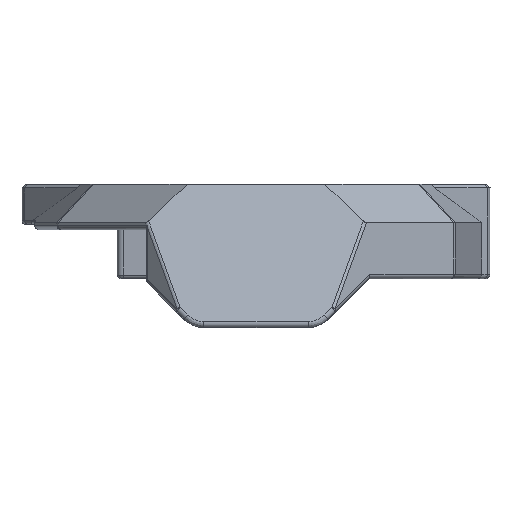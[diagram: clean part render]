
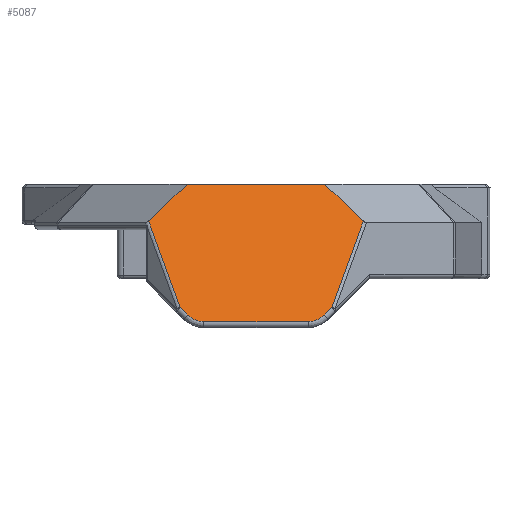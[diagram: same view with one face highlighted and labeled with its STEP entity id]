
A CAD part, front view. The second image highlights one B-rep face of the part: STEP entity #5087.
In plain terms, the highlighted face is planar.
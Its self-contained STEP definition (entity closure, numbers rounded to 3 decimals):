
#151=ELLIPSE('',#5598,2.661,2.5);
#156=ELLIPSE('',#5613,2.661,2.5);
#804=FACE_OUTER_BOUND('',#1119,.T.);
#1119=EDGE_LOOP('',(#4471,#4472,#4473,#4474,#4475,#4476,#4477,#4478,#4479,
#4480));
#1302=LINE('',#8134,#1718);
#1346=LINE('',#8609,#1762);
#1419=LINE('',#9035,#1835);
#1555=LINE('',#9430,#1971);
#1566=LINE('',#9524,#1982);
#1567=LINE('',#9526,#1983);
#1568=LINE('',#9528,#1984);
#1569=LINE('',#9531,#1985);
#1718=VECTOR('',#6091,10.);
#1762=VECTOR('',#6239,10.);
#1835=VECTOR('',#6558,10.);
#1971=VECTOR('',#6960,10.);
#1982=VECTOR('',#7011,10.);
#1983=VECTOR('',#7014,10.);
#1984=VECTOR('',#7015,10.);
#1985=VECTOR('',#7018,10.);
#2165=VERTEX_POINT('',#8131);
#2166=VERTEX_POINT('',#8133);
#2267=VERTEX_POINT('',#8606);
#2268=VERTEX_POINT('',#8608);
#2351=VERTEX_POINT('',#9032);
#2352=VERTEX_POINT('',#9034);
#2440=VERTEX_POINT('',#9428);
#2443=VERTEX_POINT('',#9499);
#2448=VERTEX_POINT('',#9527);
#2449=VERTEX_POINT('',#9529);
#2689=EDGE_CURVE('',#2166,#2165,#1302,.F.);
#2802=EDGE_CURVE('',#2267,#2268,#1346,.T.);
#2955=EDGE_CURVE('',#2351,#2352,#1419,.T.);
#3134=EDGE_CURVE('',#2440,#2267,#1555,.T.);
#3142=EDGE_CURVE('',#2268,#2443,#151,.T.);
#3156=EDGE_CURVE('',#2440,#2166,#1566,.T.);
#3157=EDGE_CURVE('',#2165,#2352,#1567,.F.);
#3158=EDGE_CURVE('',#2448,#2351,#1568,.T.);
#3159=EDGE_CURVE('',#2449,#2448,#156,.T.);
#3160=EDGE_CURVE('',#2443,#2449,#1569,.T.);
#4471=ORIENTED_EDGE('',*,*,#3134,.F.);
#4472=ORIENTED_EDGE('',*,*,#3156,.T.);
#4473=ORIENTED_EDGE('',*,*,#2689,.T.);
#4474=ORIENTED_EDGE('',*,*,#3157,.T.);
#4475=ORIENTED_EDGE('',*,*,#2955,.F.);
#4476=ORIENTED_EDGE('',*,*,#3158,.F.);
#4477=ORIENTED_EDGE('',*,*,#3159,.F.);
#4478=ORIENTED_EDGE('',*,*,#3160,.F.);
#4479=ORIENTED_EDGE('',*,*,#3142,.F.);
#4480=ORIENTED_EDGE('',*,*,#2802,.F.);
#4828=PLANE('',#5612);
#5087=ADVANCED_FACE('',(#804),#4828,.T.);
#5598=AXIS2_PLACEMENT_3D('',#9500,#6977,#6978);
#5612=AXIS2_PLACEMENT_3D('',#9525,#7012,#7013);
#5613=AXIS2_PLACEMENT_3D('',#9530,#7016,#7017);
#6091=DIRECTION('',(-1.,0.,0.));
#6239=DIRECTION('',(0.685,-0.25,0.685));
#6558=DIRECTION('',(0.324,0.324,-0.889));
#6960=DIRECTION('',(0.324,-0.324,0.889));
#6977=DIRECTION('center_axis',(0.,0.939,
0.343));
#6978=DIRECTION('ref_axis',(0.,-0.343,0.939));
#7011=DIRECTION('',(0.702,0.244,-0.669));
#7012=DIRECTION('center_axis',(0.,-0.939,
-0.343));
#7013=DIRECTION('ref_axis',(-1.,0.,0.));
#7014=DIRECTION('',(-0.702,0.244,-0.669));
#7015=DIRECTION('',(0.685,0.25,-0.685));
#7016=DIRECTION('center_axis',(0.,0.939,
0.343));
#7017=DIRECTION('ref_axis',(0.,-0.343,0.939));
#7018=DIRECTION('',(1.,0.,0.));
#8131=CARTESIAN_POINT('',(7.588,-24.041,-3.4));
#8133=CARTESIAN_POINT('',(-7.588,-24.041,-3.4));
#8134=CARTESIAN_POINT('',(0.923,-24.041,-3.4));
#8606=CARTESIAN_POINT('',(-8.36,-28.992,10.176));
#8608=CARTESIAN_POINT('',(-7.525,-29.297,11.011));
#8609=CARTESIAN_POINT('',(-8.493,-28.944,10.043));
#9032=CARTESIAN_POINT('',(8.36,-28.992,10.176));
#9034=CARTESIAN_POINT('',(11.835,-25.517,0.647));
#9035=CARTESIAN_POINT('',(8.599,-28.753,9.52));
#9428=CARTESIAN_POINT('',(-11.835,-25.517,0.647));
#9430=CARTESIAN_POINT('',(-8.405,-28.947,10.052));
#9499=CARTESIAN_POINT('',(-5.757,-29.564,11.743));
#9500=CARTESIAN_POINT('Origin',(-5.757,-28.652,9.243));
#9524=CARTESIAN_POINT('',(-9.411,-24.675,-1.663));
#9525=CARTESIAN_POINT('Origin',(1.845,-25.205,-0.21));
#9526=CARTESIAN_POINT('',(9.603,-24.741,-1.48));
#9527=CARTESIAN_POINT('',(7.525,-29.297,11.011));
#9528=CARTESIAN_POINT('',(9.358,-28.628,9.178));
#9529=CARTESIAN_POINT('',(5.757,-29.564,11.743));
#9530=CARTESIAN_POINT('Origin',(5.757,-28.652,9.243));
#9531=CARTESIAN_POINT('',(0.923,-29.564,11.743));
